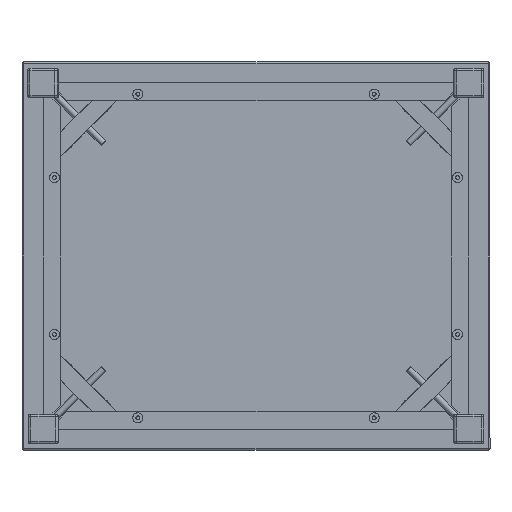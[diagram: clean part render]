
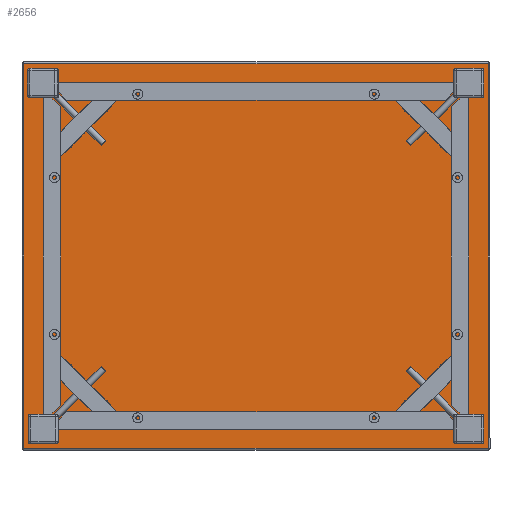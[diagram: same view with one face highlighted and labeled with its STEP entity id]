
A CAD part, front view. The second image highlights one B-rep face of the part: STEP entity #2656.
In plain terms, the highlighted face is planar.
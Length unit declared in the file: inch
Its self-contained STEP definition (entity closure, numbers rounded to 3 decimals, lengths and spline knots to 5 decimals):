
#308=LINE('',#4379,#498);
#310=LINE('',#4382,#500);
#314=LINE('',#4388,#504);
#316=LINE('',#4391,#506);
#498=VECTOR('',#3531,19.3125);
#500=VECTOR('',#3535,23.3125);
#504=VECTOR('',#3543,23.3125);
#506=VECTOR('',#3547,19.3125);
#823=FACE_OUTER_BOUND('',#1039,.T.);
#1039=EDGE_LOOP('',(#2136,#2137,#2138,#2139));
#1327=VERTEX_POINT('',#4303);
#1333=VERTEX_POINT('',#4320);
#1336=VERTEX_POINT('',#4327);
#1345=VERTEX_POINT('',#4357);
#1618=EDGE_CURVE('',#1336,#1345,#308,.T.);
#1620=EDGE_CURVE('',#1345,#1333,#310,.T.);
#1624=EDGE_CURVE('',#1327,#1336,#314,.T.);
#1626=EDGE_CURVE('',#1333,#1327,#316,.T.);
#2136=ORIENTED_EDGE('',*,*,#1618,.F.);
#2137=ORIENTED_EDGE('',*,*,#1624,.F.);
#2138=ORIENTED_EDGE('',*,*,#1626,.F.);
#2139=ORIENTED_EDGE('',*,*,#1620,.F.);
#2526=PLANE('',#2931);
#2656=ADVANCED_FACE('',(#823),#2526,.T.);
#2931=AXIS2_PLACEMENT_3D('',#4398,#3559,#3560);
#3531=DIRECTION('',(0.,1.,0.));
#3535=DIRECTION('',(-1.,0.,0.));
#3543=DIRECTION('',(1.,0.,0.));
#3547=DIRECTION('',(0.,-1.,0.));
#3559=DIRECTION('center_axis',(0.,0.,-1.));
#3560=DIRECTION('ref_axis',(-1.,0.,0.));
#4303=CARTESIAN_POINT('',(-11.65625,-9.65625,-0.5));
#4320=CARTESIAN_POINT('',(-11.65625,9.65625,-0.5));
#4327=CARTESIAN_POINT('',(11.65625,-9.65625,-0.5));
#4357=CARTESIAN_POINT('',(11.65625,9.65625,-0.5));
#4379=CARTESIAN_POINT('',(11.65625,-4.875,-0.5));
#4382=CARTESIAN_POINT('',(5.875,9.65625,-0.5));
#4388=CARTESIAN_POINT('',(-5.875,-9.65625,-0.5));
#4391=CARTESIAN_POINT('',(-11.65625,4.875,-0.5));
#4398=CARTESIAN_POINT('Origin',(0.,0.,
-0.5));
